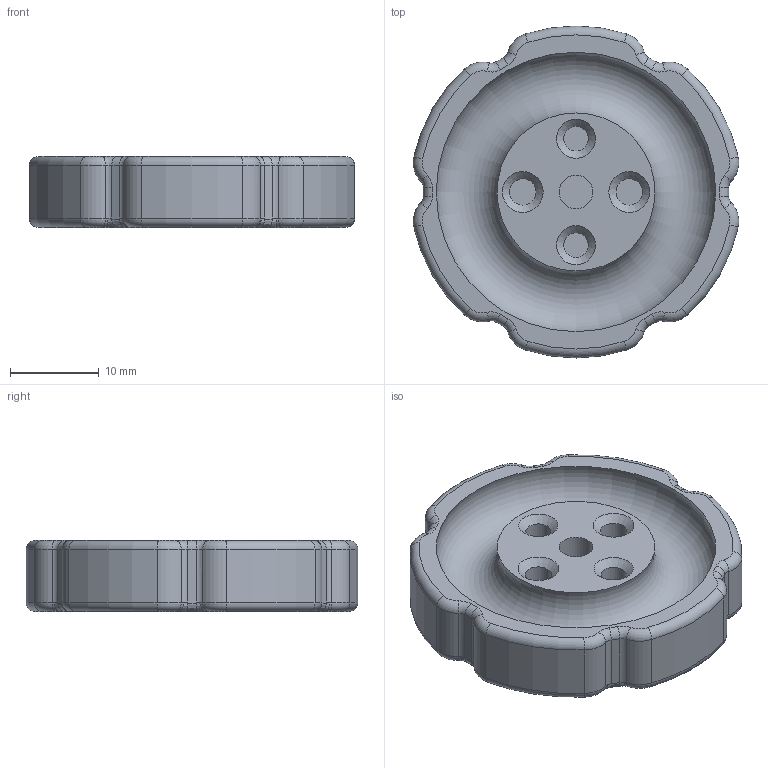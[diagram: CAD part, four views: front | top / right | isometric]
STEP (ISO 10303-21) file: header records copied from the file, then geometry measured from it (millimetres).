
FILE_DESCRIPTION(('STEP AP242'), '1');
FILE_NAME('殲齕 _ 栥櫇蟨鍒歑 昉', '', ('UNSPECIFIED'), ('UNSPECIFIED'), 'C3D Converter', 'C3D Toolkit', '');
FILE_SCHEMA(('AP242_MANAGED_MODEL_BASED_3D_ENGINEERING_MIM_LF { 1 0 10303 442 1 1 4 }'));
Length unit declared in the file: millimetre
Products named in the file (1): СуперРовер МД
Bounding box: 36.69 x 37.4 x 8 mm (x, y, z)
Volume: 5306.6 mm3; surface area: 3930.8 mm2
Topology: 1 solids, 1 shells, 150 faces, 332 edges, 191 vertices
Faces by surface type: torus 65, cylinder 41, plane 21, bspline 18, cone 5
Full cylindrical faces by diameter (mm): 2.8 x2, 3 x2, 3.8 x1
Entity records: 4858 total; most frequent: CARTESIAN_POINT 1517, DIRECTION 792, ORIENTED_EDGE 634, AXIS2_PLACEMENT_3D 372, EDGE_CURVE 317, CIRCLE 239, VERTEX_POINT 191, EDGE_LOOP 172
